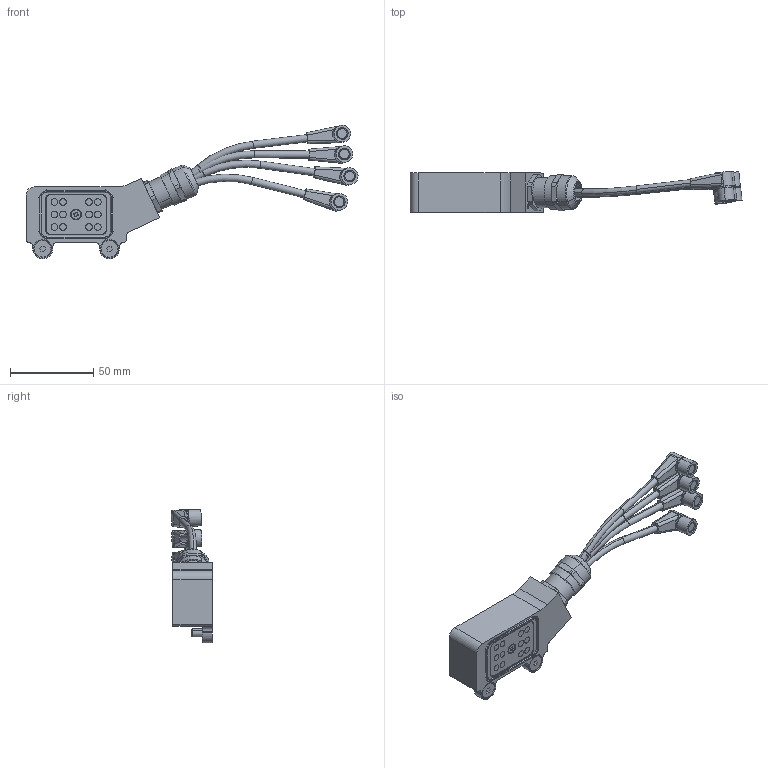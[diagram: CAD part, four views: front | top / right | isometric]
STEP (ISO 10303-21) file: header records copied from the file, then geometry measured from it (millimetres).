
FILE_DESCRIPTION (( 'STEP AP203' ), '1' );
FILE_NAME ('P1370.STEP', '2021-04-27T15:08:19', ( '' ), ( '' ), 'SwSTEP 2.0', 'SolidWorks 2019', '' );
FILE_SCHEMA (( 'CONFIG_CONTROL_DESIGN' ));
Length unit declared in the file: millimetre
Products named in the file (1): P1370
Bounding box: 198.86 x 24.78 x 79.96 mm (x, y, z)
Volume: 82415.5 mm3; surface area: 31117 mm2
Topology: 23 solids, 24 shells, 548 faces, 1224 edges, 763 vertices
Faces by surface type: cylinder 276, plane 160, cone 78, torus 34
Entity records: 15588 total; most frequent: CARTESIAN_POINT 2928, DIRECTION 2875, ORIENTED_EDGE 2432, EDGE_CURVE 1216, AXIS2_PLACEMENT_3D 1174, VERTEX_POINT 763, EDGE_LOOP 629, CIRCLE 625
